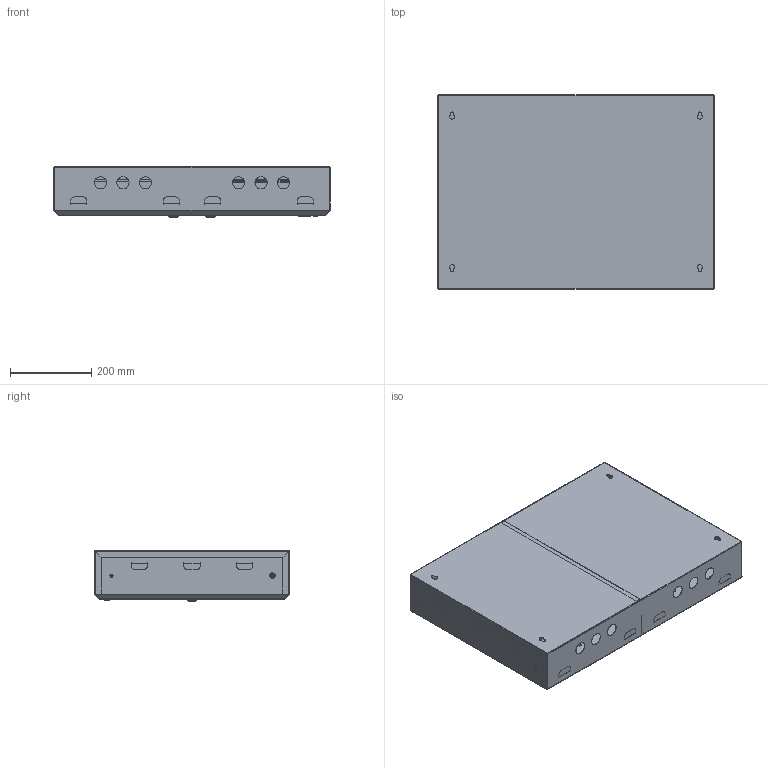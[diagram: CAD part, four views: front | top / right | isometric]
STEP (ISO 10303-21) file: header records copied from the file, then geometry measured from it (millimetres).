
FILE_DESCRIPTION (( 'STEP AP214' ), '1' );
FILE_NAME ('ÙÐÍ-90 äâóõäâ (480õ680õ120) IP31 EKF ÌÈ-724.STEP', '2017-08-31T05:48:59', ( 'Admin' ), ( '' ), 'SwSTEP 2.0', 'SolidWorks 2017', '' );
FILE_SCHEMA (( 'AUTOMOTIVE_DESIGN' ));
Length unit declared in the file: millimetre
Products named in the file (31): Ïðîêëàäêà ìåòàëëè÷åñêàÿ 2; ÙÐÍ-90 äâóõäâ (480õ680õ120) IP31 EKF ÌÈ-724; pan head cross recess screw_din_ISO 7045 - M4 x 6 - Z --- 6N; Ïðîêëàäêà; Washer 6402_3_gost_丐ｩ｡ 2 6 ヮ葬 6402-70; Ïðîêëàäêà ìåòàëëè÷åñêàÿ; Òåëî çàìêà; ﾌﾈ-671.02.00.002 ﾐ裔; 呧蜦 3D; Çàêëåïêà öèëèíäðè÷åñêàÿ Ì4 ÑÒ-Á ñ âíóòðåííåé ðåçüáîé_Œ8; pan head cross recess screw_din_ISO 7045 - M4 x 16 - Z --- 16N; ﾌﾈ-724.02.00.001 ﾄ粢; hex flange nut_din_Hexagon Flange Nut DIN 6923 - M6 - N; ÌÈ-724.01.00.000 Êîðïóñ â ñáîðå; cross ph tapping 968_din_Screw DIN 968-ST4.2x13-C-H-N; ÌÈ-723.01.03.000 Ïåðåãîðîäêà â ñáîðå; ÌÈ-724.03.00.000 Ôàëüøïàíåëü â ñáîðå; ÌÈ-723.01.03.001 Ïåðåãîðîäêà; ÌÈ-724.03.00.001 Ôàëüøïàíåëü; ÌÈ-724.01.02.000 Ñòåíêà çàäíÿÿ â ñáîðå; DIN-ðåéêà; ÌÈ-724.01.02.001 Ñòåíêà çàäíÿÿ; ÌÈ-724.02.00.000 Äâåðü â ñáîðå; ÌÈ-724.01.01.000 Ñòåíêà áîêîâàÿ â ñáîðå; Çàìîê ïî÷òîâûé; Øïèëüêà Ì6õ12; ßçû÷îê 2; Êðîíøòåéí 40õ40; Âíóòðåííåå òåëî çàìêà; ÌÈ-724.01.01.001 Ñòåíêà áîêîâàÿ; Ãàéêà
Assembly tree (85 placements, depth 4):
  ÙÐÍ-90 äâóõäâ (480õ680õ120) IP31 EKF ÌÈ-724
    ÌÈ-724.01.00.000 Êîðïóñ â ñáîðå
      ÌÈ-724.01.01.000 Ñòåíêà áîêîâàÿ â ñáîðå  x2
        ÌÈ-724.01.01.001 Ñòåíêà áîêîâàÿ
        Êðîíøòåéí 40õ40
        Øïèëüêà Ì6õ12
      ÌÈ-724.01.02.000 Ñòåíêà çàäíÿÿ â ñáîðå
        ÌÈ-724.01.02.001 Ñòåíêà çàäíÿÿ
        Êðîíøòåéí 40õ40  x8
      ÌÈ-723.01.03.000 Ïåðåãîðîäêà â ñáîðå
        ÌÈ-723.01.03.001 Ïåðåãîðîäêà
        Êðîíøòåéí 40õ40  x6
    ÌÈ-724.02.00.000 Äâåðü â ñáîðå  x2
      ﾌﾈ-724.02.00.001 ﾄ粢
      Øïèëüêà Ì6õ12
      Çàêëåïêà öèëèíäðè÷åñêàÿ Ì4 ÑÒ-Á ñ âíóòðåííåé ðåçüáîé_Œ8
      ﾌﾈ-671.02.00.002 ﾐ裔
      Çàìîê ïî÷òîâûé
        Òåëî çàìêà
        Ïðîêëàäêà ìåòàëëè÷åñêàÿ
        Washer 6402_3_gost_丐ｩ｡ 2 6 ヮ葬 6402-70
        Ïðîêëàäêà
        pan head cross recess screw_din_ISO 7045 - M4 x 6 - Z --- 6N
        Ïðîêëàäêà ìåòàëëè÷åñêàÿ 2
        Ãàéêà
        Âíóòðåííåå òåëî çàìêà
        ßçû÷îê 2
    DIN-ðåéêà  x6
    ÌÈ-724.03.00.000 Ôàëüøïàíåëü â ñáîðå  x2
      ÌÈ-724.03.00.001 Ôàëüøïàíåëü
      Øïèëüêà Ì6õ12
    cross ph tapping 968_din_Screw DIN 968-ST4.2x13-C-H-N  x20
    hex flange nut_din_Hexagon Flange Nut DIN 6923 - M6 - N  x4
    pan head cross recess screw_din_ISO 7045 - M4 x 16 - Z --- 16N  x4
    呧蜦 3D
Bounding box: 680 x 480 x 124.78 mm (x, y, z)
Volume: 1076515.5 mm3; surface area: 2902659.6 mm2
Topology: 106 solids, 106 shells, 3266 faces, 8288 edges, 5282 vertices
Faces by surface type: plane 1768, cylinder 930, bspline 296, cone 172, sphere 52, torus 48
Entity records: 34241 total; most frequent: CARTESIAN_POINT 9348, ORIENTED_EDGE 4728, DIRECTION 4646, EDGE_CURVE 2364, AXIS2_PLACEMENT_3D 1565, VECTOR 1516, LINE 1516, VERTEX_POINT 1465
